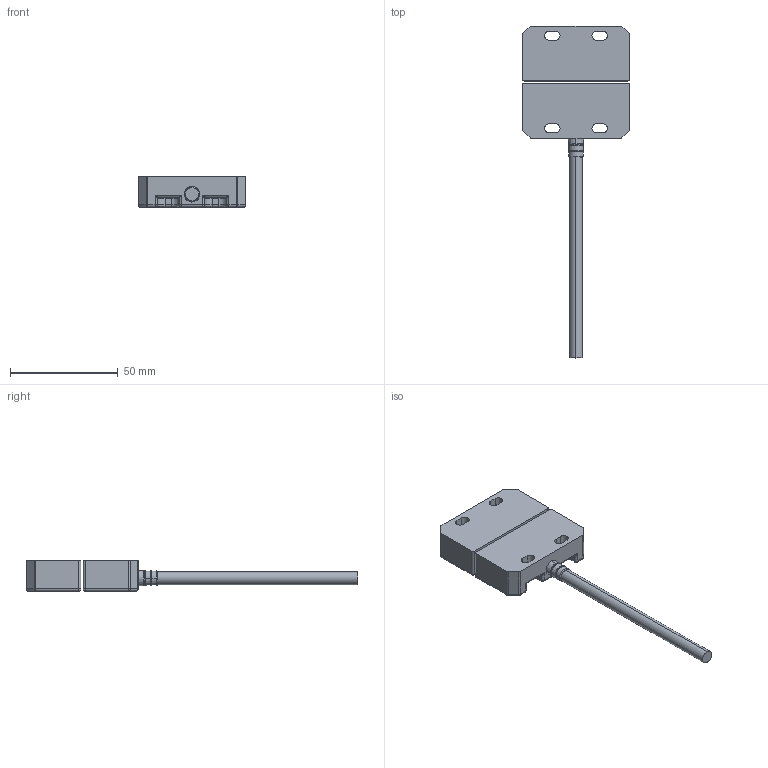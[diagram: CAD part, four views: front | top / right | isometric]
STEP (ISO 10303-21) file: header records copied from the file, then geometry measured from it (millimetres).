
FILE_DESCRIPTION (( 'STEP AP214' ), '1' );
FILE_NAME ('SMR-139015.step', '2017-09-27T14:18:58', ( '' ), ( '' ), 'SwSTEP 2.0', 'SolidWorks 2017', '' );
FILE_SCHEMA (( 'AUTOMOTIVE_DESIGN' ));
Length unit declared in the file: inch
Products named in the file (3): SMR-139015; SMR-139015_1; SMR-139015_2
Assembly tree (2 placements, depth 2):
  SMR-139015
    SMR-139015_1
    SMR-139015_2
Bounding box: 50 x 154 x 14 mm (x, y, z)
Volume: 35785.4 mm3; surface area: 11956.8 mm2
Topology: 4 solids, 4 shells, 201 faces, 472 edges, 256 vertices
Faces by surface type: cylinder 88, bspline 62, plane 45, cone 6
Entity records: 6984 total; most frequent: CARTESIAN_POINT 2560, DIRECTION 918, ORIENTED_EDGE 896, EDGE_CURVE 448, AXIS2_PLACEMENT_3D 358, VERTEX_POINT 256, CIRCLE 214, EDGE_LOOP 210
